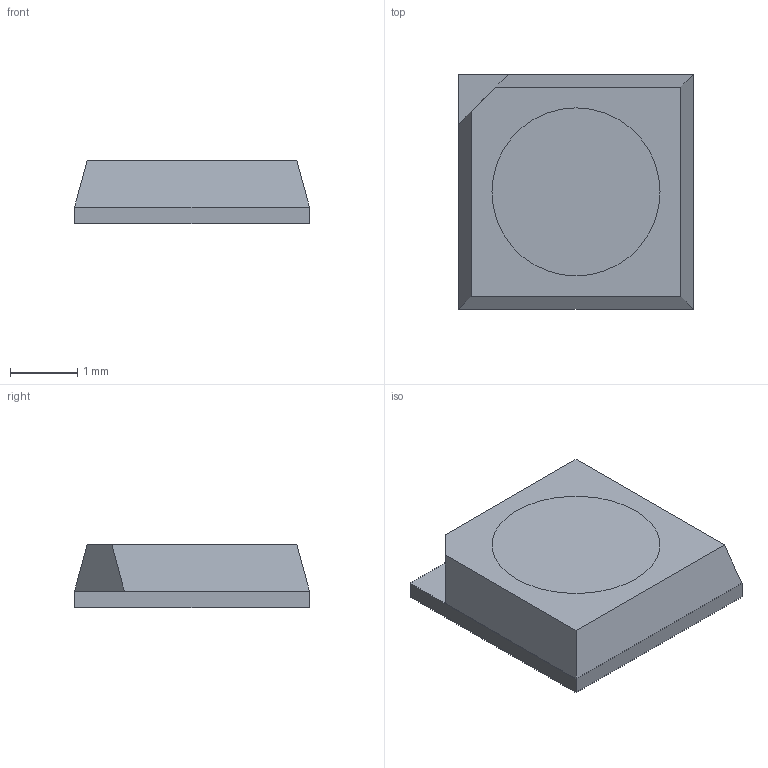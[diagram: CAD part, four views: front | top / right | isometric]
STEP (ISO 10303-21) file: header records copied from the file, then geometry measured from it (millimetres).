
FILE_DESCRIPTION (( 'STEP AP214' ), '1' );
FILE_NAME ('WS2813-Mini.STEP', '2019-12-10T13:38:10', ( '' ), ( '' ), 'SwSTEP 2.0', 'SolidWorks 2019', '' );
FILE_SCHEMA (( 'AUTOMOTIVE_DESIGN' ));
Length unit declared in the file: millimetre
Products named in the file (1): WS2813-Mini
Bounding box: 3.5 x 3.5 x 0.95 mm (x, y, z)
Volume: 11.3 mm3; surface area: 69.6 mm2
Topology: 6 solids, 6 shells, 44 faces, 95 edges, 64 vertices
Faces by surface type: plane 38, cylinder 6
Entity records: 1448 total; most frequent: CARTESIAN_POINT 204, DIRECTION 199, ORIENTED_EDGE 190, EDGE_CURVE 95, VECTOR 81, LINE 81, VERTEX_POINT 64, AXIS2_PLACEMENT_3D 59
